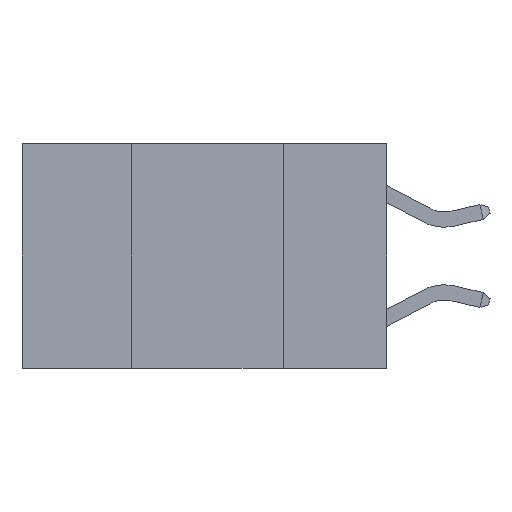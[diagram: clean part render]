
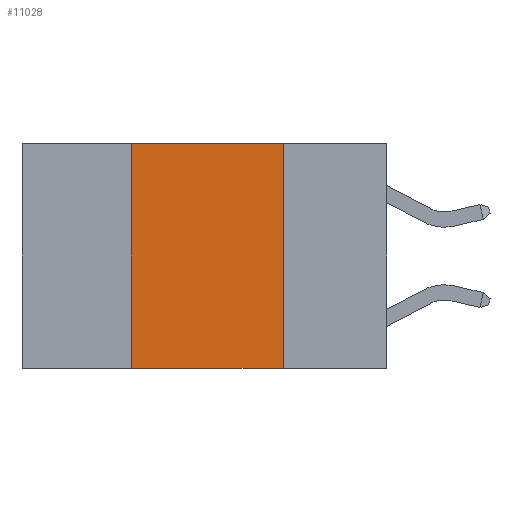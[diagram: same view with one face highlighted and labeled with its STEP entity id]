
A CAD part, left-side view. The second image highlights one B-rep face of the part: STEP entity #11028.
In plain terms, the highlighted planar face has unit normal (-1, 0, 0).
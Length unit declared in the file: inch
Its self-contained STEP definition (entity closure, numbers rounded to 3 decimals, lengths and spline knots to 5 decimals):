
#298 = FACE_OUTER_BOUND ( 'NONE', #4171, .T. ) ;
#588 = AXIS2_PLACEMENT_3D ( 'NONE', #5279, #12252, #12398 ) ;
#948 = ORIENTED_EDGE ( 'NONE', *, *, #10966, .F. ) ;
#1167 = EDGE_CURVE ( 'NONE', #4550, #11323, #8821, .T. ) ;
#1857 = DIRECTION ( 'NONE',  ( 0., 0., 1. ) ) ;
#3077 = ORIENTED_EDGE ( 'NONE', *, *, #3296, .F. ) ;
#3145 = VECTOR ( 'NONE', #11209, 39.37008 ) ;
#3296 = EDGE_CURVE ( 'NONE', #11323, #11854, #11807, .T. ) ;
#3526 = CARTESIAN_POINT ( 'NONE',  ( 0., 0.42, 0. ) ) ;
#3568 = VECTOR ( 'NONE', #6737, 39.37008 ) ;
#4171 = EDGE_LOOP ( 'NONE', ( #3077, #10123, #948, #7220 ) ) ;
#4550 = VERTEX_POINT ( 'NONE', #3526 ) ;
#4656 = CARTESIAN_POINT ( 'NONE',  ( 0., 0.42, -0.37 ) ) ;
#5279 = CARTESIAN_POINT ( 'NONE',  ( 0., 0.6, 0. ) ) ;
#5521 = VERTEX_POINT ( 'NONE', #4656 ) ;
#6737 = DIRECTION ( 'NONE',  ( 0., -1., 0. ) ) ;
#6747 = CARTESIAN_POINT ( 'NONE',  ( 0., 0.17, 0. ) ) ;
#7154 = CARTESIAN_POINT ( 'NONE',  ( 0., 0.42, 0. ) ) ;
#7157 = CARTESIAN_POINT ( 'NONE',  ( 0., 0.6, -0.37 ) ) ;
#7220 = ORIENTED_EDGE ( 'NONE', *, *, #8945, .T. ) ;
#7743 = CARTESIAN_POINT ( 'NONE',  ( 0., 0.6, 0. ) ) ;
#7858 = CARTESIAN_POINT ( 'NONE',  ( 0., 0.17, 0. ) ) ;
#8821 = LINE ( 'NONE', #7743, #3568 ) ;
#8945 = EDGE_CURVE ( 'NONE', #5521, #11854, #10335, .T. ) ;
#9409 = PLANE ( 'NONE',  #588 ) ;
#9561 = VECTOR ( 'NONE', #1857, 39.37008 ) ;
#10123 = ORIENTED_EDGE ( 'NONE', *, *, #1167, .F. ) ;
#10311 = VECTOR ( 'NONE', #12628, 39.37008 ) ;
#10335 = LINE ( 'NONE', #7157, #3145 ) ;
#10966 = EDGE_CURVE ( 'NONE', #5521, #4550, #13121, .T. ) ;
#10978 = CARTESIAN_POINT ( 'NONE',  ( 0., 0.17, -0.37 ) ) ;
#11028 = ADVANCED_FACE ( 'NONE', ( #298 ), #9409, .F. ) ;
#11209 = DIRECTION ( 'NONE',  ( 0., -1., 0. ) ) ;
#11323 = VERTEX_POINT ( 'NONE', #7858 ) ;
#11807 = LINE ( 'NONE', #6747, #10311 ) ;
#11854 = VERTEX_POINT ( 'NONE', #10978 ) ;
#12252 = DIRECTION ( 'NONE',  ( 1., 0., 0. ) ) ;
#12398 = DIRECTION ( 'NONE',  ( 0., 0., -1. ) ) ;
#12628 = DIRECTION ( 'NONE',  ( 0., 0., -1. ) ) ;
#13121 = LINE ( 'NONE', #7154, #9561 ) ;
